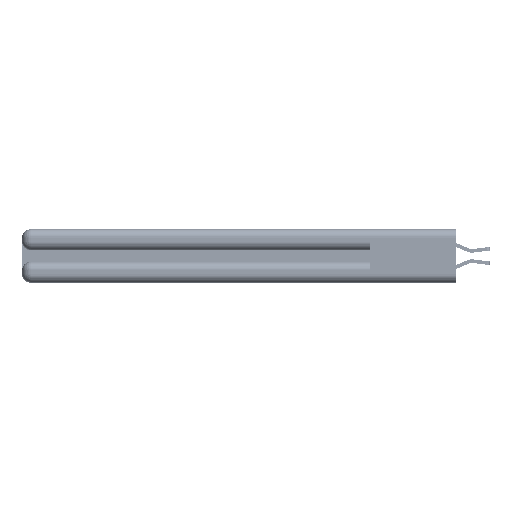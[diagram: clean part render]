
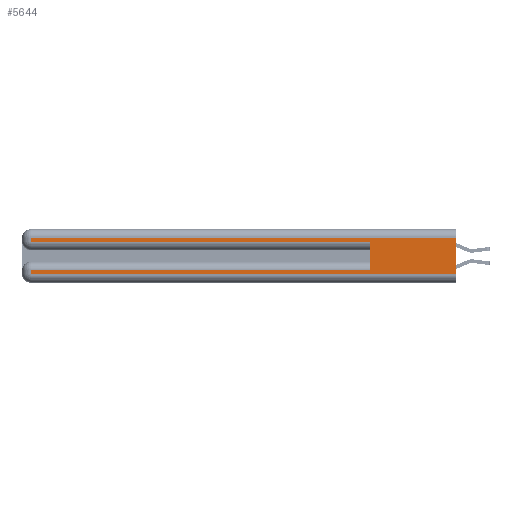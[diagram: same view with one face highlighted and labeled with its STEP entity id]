
A CAD part, left-side view. The second image highlights one B-rep face of the part: STEP entity #5644.
In plain terms, the highlighted planar face has unit normal (-1, 0, 0).
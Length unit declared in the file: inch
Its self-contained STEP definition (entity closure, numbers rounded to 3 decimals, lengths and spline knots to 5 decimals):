
#458 = EDGE_CURVE ( 'NONE', #11335, #31404, #22537, .T. ) ;
#848 = ORIENTED_EDGE ( 'NONE', *, *, #26286, .F. ) ;
#1003 = VERTEX_POINT ( 'NONE', #27590 ) ;
#1012 = ORIENTED_EDGE ( 'NONE', *, *, #458, .F. ) ;
#2468 = CARTESIAN_POINT ( 'NONE',  ( 0., 0., 0.37 ) ) ;
#2876 = EDGE_LOOP ( 'NONE', ( #848, #35350, #5158, #13510, #1012, #13441, #45060, #30512 ) ) ;
#3412 = VECTOR ( 'NONE', #42629, 39.37008 ) ;
#5100 = VECTOR ( 'NONE', #6031, 39.37008 ) ;
#5158 = ORIENTED_EDGE ( 'NONE', *, *, #28764, .T. ) ;
#5644 = ADVANCED_FACE ( 'NONE', ( #40285 ), #42467, .F. ) ;
#6031 = DIRECTION ( 'NONE',  ( 0., 0., -1. ) ) ;
#6681 = VECTOR ( 'NONE', #45886, 39.37008 ) ;
#7092 = VECTOR ( 'NONE', #34195, 39.37008 ) ;
#7830 = CARTESIAN_POINT ( 'NONE',  ( 0., 2.94, 0.06 ) ) ;
#9992 = CARTESIAN_POINT ( 'NONE',  ( 0., 0., 0.06 ) ) ;
#11335 = VERTEX_POINT ( 'NONE', #16243 ) ;
#11988 = EDGE_CURVE ( 'NONE', #27546, #37805, #35659, .T. ) ;
#13441 = ORIENTED_EDGE ( 'NONE', *, *, #42786, .T. ) ;
#13510 = ORIENTED_EDGE ( 'NONE', *, *, #39022, .T. ) ;
#15967 = VECTOR ( 'NONE', #37684, 39.37008 ) ;
#16243 = CARTESIAN_POINT ( 'NONE',  ( 0., 0.6, 0.085 ) ) ;
#17724 = DIRECTION ( 'NONE',  ( 0., 0., -1. ) ) ;
#21001 = DIRECTION ( 'NONE',  ( 0., 1., 0. ) ) ;
#21115 = DIRECTION ( 'NONE',  ( 1., 0., 0. ) ) ;
#21279 = CARTESIAN_POINT ( 'NONE',  ( 0., 0.6, 0.145 ) ) ;
#22537 = LINE ( 'NONE', #21279, #3412 ) ;
#22658 = VECTOR ( 'NONE', #17724, 39.37008 ) ;
#24245 = LINE ( 'NONE', #2468, #5100 ) ;
#24543 = CARTESIAN_POINT ( 'NONE',  ( 0., 0., 0.37 ) ) ;
#24548 = CARTESIAN_POINT ( 'NONE',  ( 0., 0., 0.285 ) ) ;
#24889 = VERTEX_POINT ( 'NONE', #28536 ) ;
#25531 = LINE ( 'NONE', #41282, #15967 ) ;
#26286 = EDGE_CURVE ( 'NONE', #31137, #35951, #24245, .T. ) ;
#26463 = VECTOR ( 'NONE', #21001, 39.37008 ) ;
#26856 = LINE ( 'NONE', #24548, #6681 ) ;
#27546 = VERTEX_POINT ( 'NONE', #32258 ) ;
#27590 = CARTESIAN_POINT ( 'NONE',  ( 0., 2.94, 0.285 ) ) ;
#28031 = DIRECTION ( 'NONE',  ( 0., -1., 0. ) ) ;
#28536 = CARTESIAN_POINT ( 'NONE',  ( 0., 2.94, 0.31 ) ) ;
#28764 = EDGE_CURVE ( 'NONE', #24889, #1003, #34353, .T. ) ;
#28914 = CARTESIAN_POINT ( 'NONE',  ( 0., 0.6, 0.285 ) ) ;
#29364 = EDGE_CURVE ( 'NONE', #31137, #24889, #37084, .T. ) ;
#30512 = ORIENTED_EDGE ( 'NONE', *, *, #42387, .T. ) ;
#31137 = VERTEX_POINT ( 'NONE', #44670 ) ;
#31404 = VERTEX_POINT ( 'NONE', #28914 ) ;
#31693 = VECTOR ( 'NONE', #28031, 39.37008 ) ;
#32258 = CARTESIAN_POINT ( 'NONE',  ( 0., 2.94, 0.085 ) ) ;
#34195 = DIRECTION ( 'NONE',  ( 0., 0., -1. ) ) ;
#34353 = LINE ( 'NONE', #35526, #22658 ) ;
#35350 = ORIENTED_EDGE ( 'NONE', *, *, #29364, .T. ) ;
#35526 = CARTESIAN_POINT ( 'NONE',  ( 0., 2.94, 0.37 ) ) ;
#35659 = LINE ( 'NONE', #37624, #7092 ) ;
#35951 = VERTEX_POINT ( 'NONE', #43604 ) ;
#36345 = AXIS2_PLACEMENT_3D ( 'NONE', #24543, #21115, #46037 ) ;
#37084 = LINE ( 'NONE', #38759, #26463 ) ;
#37624 = CARTESIAN_POINT ( 'NONE',  ( 0., 2.94, 0.37 ) ) ;
#37684 = DIRECTION ( 'NONE',  ( 0., 1., 0. ) ) ;
#37805 = VERTEX_POINT ( 'NONE', #7830 ) ;
#38759 = CARTESIAN_POINT ( 'NONE',  ( 0., 0., 0.31 ) ) ;
#39022 = EDGE_CURVE ( 'NONE', #1003, #31404, #26856, .T. ) ;
#40285 = FACE_OUTER_BOUND ( 'NONE', #2876, .T. ) ;
#41186 = LINE ( 'NONE', #9992, #31693 ) ;
#41282 = CARTESIAN_POINT ( 'NONE',  ( 0., 0., 0.085 ) ) ;
#42387 = EDGE_CURVE ( 'NONE', #37805, #35951, #41186, .T. ) ;
#42467 = PLANE ( 'NONE',  #36345 ) ;
#42629 = DIRECTION ( 'NONE',  ( 0., 0., 1. ) ) ;
#42786 = EDGE_CURVE ( 'NONE', #11335, #27546, #25531, .T. ) ;
#43604 = CARTESIAN_POINT ( 'NONE',  ( 0., 0., 0.06 ) ) ;
#44670 = CARTESIAN_POINT ( 'NONE',  ( 0., 0., 0.31 ) ) ;
#45060 = ORIENTED_EDGE ( 'NONE', *, *, #11988, .T. ) ;
#45886 = DIRECTION ( 'NONE',  ( 0., -1., 0. ) ) ;
#46037 = DIRECTION ( 'NONE',  ( 0., 0., -1. ) ) ;
